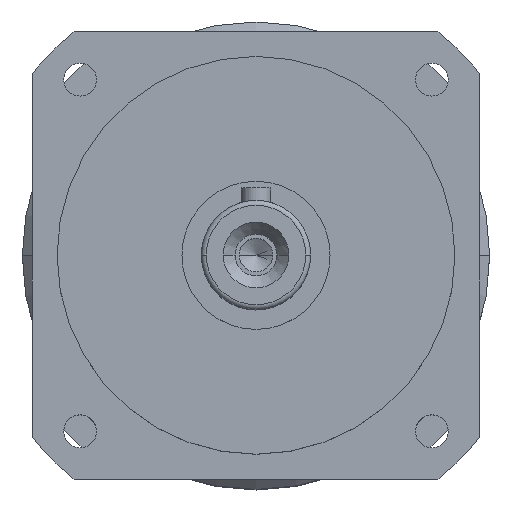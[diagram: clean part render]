
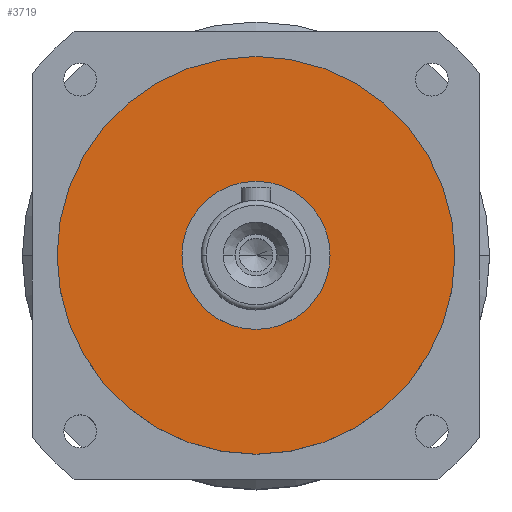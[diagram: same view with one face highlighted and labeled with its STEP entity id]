
A CAD part, top view. The second image highlights one B-rep face of the part: STEP entity #3719.
In plain terms, the highlighted planar face has unit normal (0, 0, 1).
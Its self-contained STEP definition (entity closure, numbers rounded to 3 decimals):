
#75 = ORIENTED_EDGE ( 'NONE', *, *, #1380, .F. ) ;
#243 = ORIENTED_EDGE ( 'NONE', *, *, #6466, .F. ) ;
#355 = CARTESIAN_POINT ( 'NONE',  ( 0., 0., 60. ) ) ;
#456 = CIRCLE ( 'NONE', #5279, 14.9 ) ;
#476 = CARTESIAN_POINT ( 'NONE',  ( -14.9, 0., 60. ) ) ;
#499 = CIRCLE ( 'NONE', #1141, 14.9 ) ;
#605 = VERTEX_POINT ( 'NONE', #1972 ) ;
#836 = EDGE_LOOP ( 'NONE', ( #243, #75 ) ) ;
#869 = VERTEX_POINT ( 'NONE', #476 ) ;
#914 = DIRECTION ( 'NONE',  ( 1., 0., 0. ) ) ;
#935 = AXIS2_PLACEMENT_3D ( 'NONE', #1499, #3750, #4335 ) ;
#1141 = AXIS2_PLACEMENT_3D ( 'NONE', #355, #4328, #914 ) ;
#1172 = CARTESIAN_POINT ( 'NONE',  ( 0., 0., 60. ) ) ;
#1197 = ORIENTED_EDGE ( 'NONE', *, *, #4819, .T. ) ;
#1201 = AXIS2_PLACEMENT_3D ( 'NONE', #1172, #5159, #1733 ) ;
#1380 = EDGE_CURVE ( 'NONE', #605, #869, #456, .T. ) ;
#1420 = EDGE_CURVE ( 'NONE', #7249, #3614, #2958, .T. ) ;
#1499 = CARTESIAN_POINT ( 'NONE',  ( 0., 0., 60. ) ) ;
#1733 = DIRECTION ( 'NONE',  ( 1., 0., 0. ) ) ;
#1868 = EDGE_LOOP ( 'NONE', ( #2920, #1197 ) ) ;
#1937 = CIRCLE ( 'NONE', #1201, 40. ) ;
#1972 = CARTESIAN_POINT ( 'NONE',  ( 14.9, 0., 60. ) ) ;
#2446 = CARTESIAN_POINT ( 'NONE',  ( 0., 0., 60. ) ) ;
#2470 = DIRECTION ( 'NONE',  ( 0., 0., 1. ) ) ;
#2920 = ORIENTED_EDGE ( 'NONE', *, *, #1420, .T. ) ;
#2958 = CIRCLE ( 'NONE', #935, 40. ) ;
#3614 = VERTEX_POINT ( 'NONE', #5788 ) ;
#3719 = ADVANCED_FACE ( 'NONE', ( #5153, #6635 ), #5861, .T. ) ;
#3750 = DIRECTION ( 'NONE',  ( 0., 0., 1. ) ) ;
#4328 = DIRECTION ( 'NONE',  ( 0., 0., 1. ) ) ;
#4335 = DIRECTION ( 'NONE',  ( 1., 0., 0. ) ) ;
#4601 = AXIS2_PLACEMENT_3D ( 'NONE', #2446, #2470, #6440 ) ;
#4819 = EDGE_CURVE ( 'NONE', #3614, #7249, #1937, .T. ) ;
#5153 = FACE_BOUND ( 'NONE', #836, .T. ) ;
#5159 = DIRECTION ( 'NONE',  ( 0., 0., 1. ) ) ;
#5279 = AXIS2_PLACEMENT_3D ( 'NONE', #6218, #5841, #6299 ) ;
#5788 = CARTESIAN_POINT ( 'NONE',  ( 40., 0., 60. ) ) ;
#5841 = DIRECTION ( 'NONE',  ( 0., 0., 1. ) ) ;
#5861 = PLANE ( 'NONE',  #4601 ) ;
#6049 = CARTESIAN_POINT ( 'NONE',  ( -40., 0., 60. ) ) ;
#6218 = CARTESIAN_POINT ( 'NONE',  ( 0., 0., 60. ) ) ;
#6299 = DIRECTION ( 'NONE',  ( 1., 0., 0. ) ) ;
#6440 = DIRECTION ( 'NONE',  ( 1., 0., 0. ) ) ;
#6466 = EDGE_CURVE ( 'NONE', #869, #605, #499, .T. ) ;
#6635 = FACE_OUTER_BOUND ( 'NONE', #1868, .T. ) ;
#7249 = VERTEX_POINT ( 'NONE', #6049 ) ;
